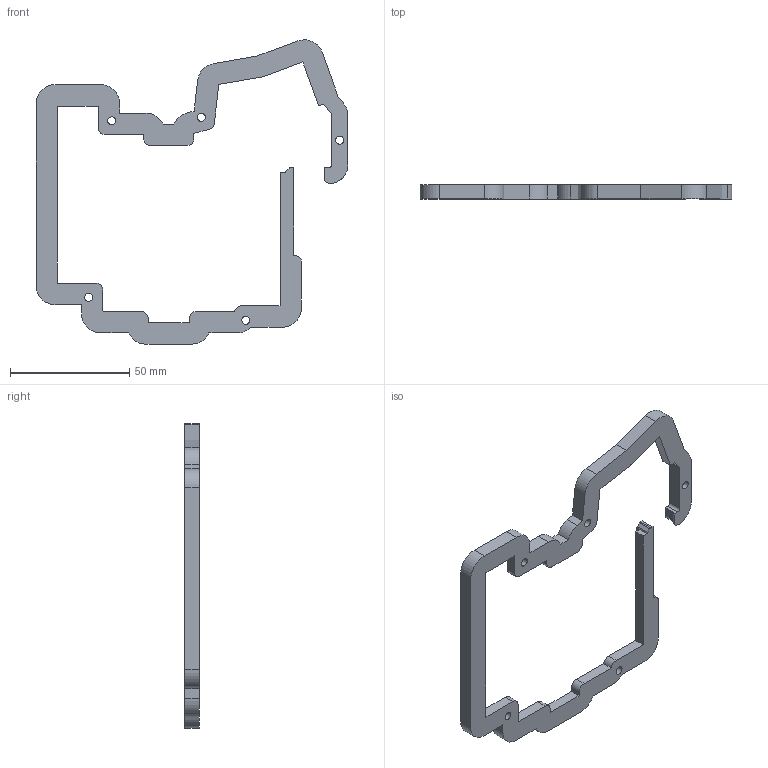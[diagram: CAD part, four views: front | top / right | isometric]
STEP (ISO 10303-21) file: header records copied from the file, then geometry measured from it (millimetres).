
FILE_DESCRIPTION(/* description */ (''),/* implementation_level */ '2;1');
FILE_NAME(/* name */ 'middleLeft.step',/* time_stamp */ '2025-12-04T23:08:20-05:00',/* author */ (''),/* organization */ (''),/* preprocessor_version */ 'ST-DEVELOPER v20.1',/* originating_system */ 'Autodesk Translation Framework v14.21.0.0',/* authorisation */ '');
FILE_SCHEMA (('AUTOMOTIVE_DESIGN { 1 0 10303 214 3 1 1 }'));
Length unit declared in the file: millimetre
Products named in the file (3): middleLeft; middleRight v1(Mirror); Middle(Mirror)
Assembly tree (2 placements, depth 3):
  middleLeft
    middleRight v1(Mirror)
      Middle(Mirror)
Bounding box: 130.8 x 6.01 x 127.61 mm (x, y, z)
Volume: 22067.8 mm3; surface area: 13784.7 mm2
Topology: 1 solids, 1 shells, 141 faces, 414 edges, 275 vertices
Faces by surface type: plane 77, cylinder 63, bspline 1
Full cylindrical faces by diameter (mm): 3.4 x5
Entity records: 4855 total; most frequent: CARTESIAN_POINT 898, ORIENTED_EDGE 828, DIRECTION 821, EDGE_CURVE 414, LINE 285, VECTOR 285, VERTEX_POINT 275, AXIS2_PLACEMENT_3D 268
